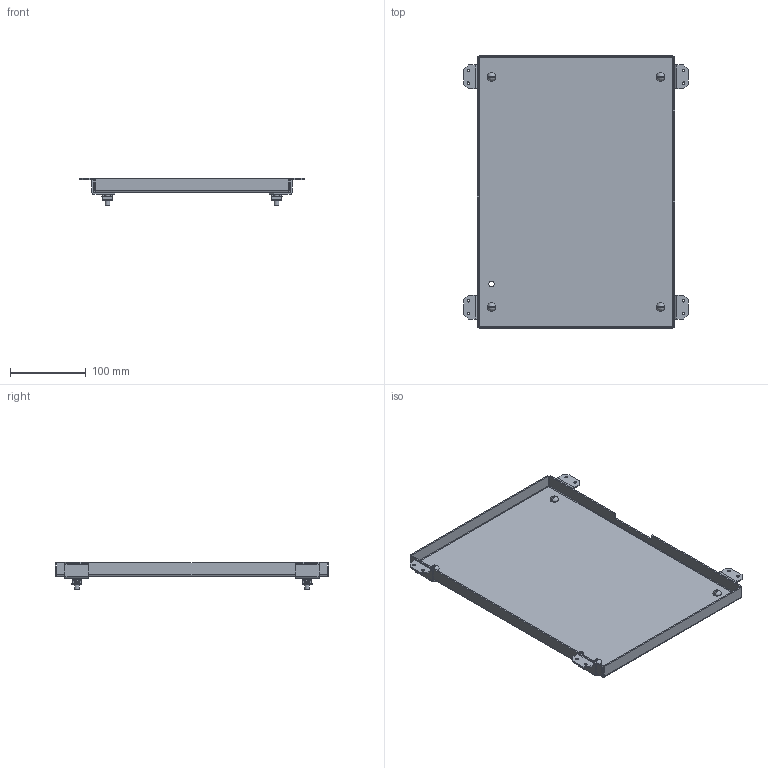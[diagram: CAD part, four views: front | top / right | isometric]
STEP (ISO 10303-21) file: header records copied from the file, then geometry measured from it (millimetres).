
FILE_DESCRIPTION(/* description */ ('DEAD FRONT PANEL 14.2" X 10.2"'),/* implementation_level */ '2;1');
FILE_NAME(/* name */ 'HFWDF1612C.stp',/* time_stamp */ '2017-08-22T07:21:42-05:00',/* author */ ('mraetz'),/* organization */ (''),/* preprocessor_version */ 'ST-DEVELOPER v16.1',/* originating_system */ 'Autodesk Inventor 2016',/* authorisation */ '');
FILE_SCHEMA (('AUTOMOTIVE_DESIGN { 1 0 10303 214 3 1 1 }'));
Length unit declared in the file: inch
Products named in the file (5): HFWDF1612CPNL; HFWDFBKT; HFW3190; 37283; HFWDF1612C
Assembly tree (13 placements, depth 2):
  HFWDF1612C
    HFWDF1612CPNL
    HFWDFBKT  x4
    HFW3190  x4
    37283  x4
Bounding box: 297.85 x 362.74 x 35.94 mm (x, y, z)
Volume: 232689.9 mm3; surface area: 253907.4 mm2
Topology: 17 solids, 17 shells, 615 faces, 1755 edges, 1166 vertices
Faces by surface type: plane 422, cylinder 165, bspline 16, cone 8, sphere 4
Full cylindrical faces by diameter (mm): 3.454 x8, 6.35 x4, 7.137 x1, 8.331 x4, 10.312 x4
Entity records: 7058 total; most frequent: CARTESIAN_POINT 2125, ORIENTED_EDGE 1008, DIRECTION 946, EDGE_CURVE 504, LINE 346, VECTOR 346, VERTEX_POINT 333, AXIS2_PLACEMENT_3D 300
